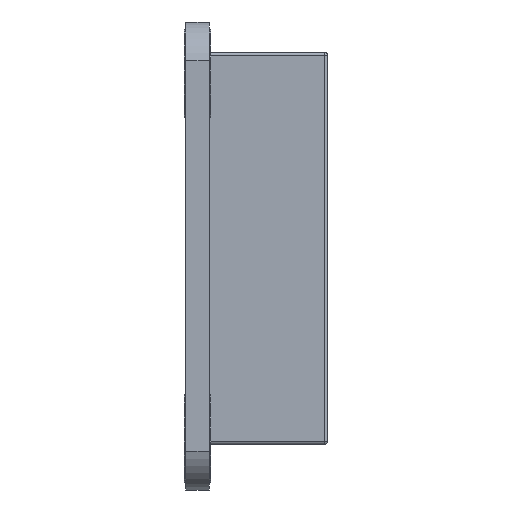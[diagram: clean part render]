
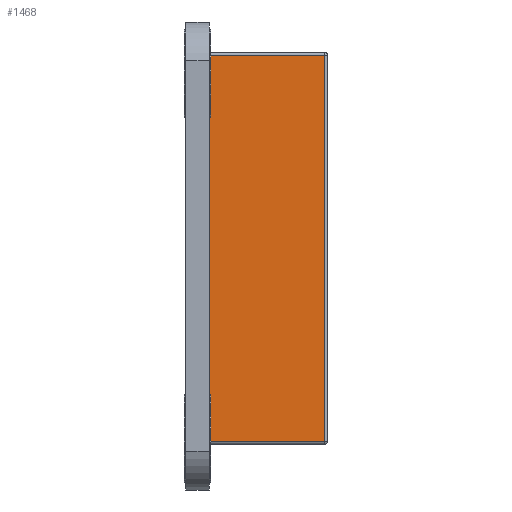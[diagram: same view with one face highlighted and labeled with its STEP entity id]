
A CAD part, left-side view. The second image highlights one B-rep face of the part: STEP entity #1468.
In plain terms, the highlighted planar face has unit normal (-1, 0, 0).
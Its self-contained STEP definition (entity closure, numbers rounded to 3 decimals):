
#82=LINE('',#2068,#158);
#100=LINE('',#2123,#176);
#101=LINE('',#2125,#177);
#102=LINE('',#2127,#178);
#158=VECTOR('',#1726,1000.);
#176=VECTOR('',#1778,1000.);
#177=VECTOR('',#1779,1000.);
#178=VECTOR('',#1780,1000.);
#312=ORIENTED_EDGE('',*,*,#517,.F.);
#313=ORIENTED_EDGE('',*,*,#546,.T.);
#314=ORIENTED_EDGE('',*,*,#547,.T.);
#315=ORIENTED_EDGE('',*,*,#548,.T.);
#517=EDGE_CURVE('',#651,#652,#82,.T.);
#546=EDGE_CURVE('',#651,#672,#100,.F.);
#547=EDGE_CURVE('',#672,#673,#101,.F.);
#548=EDGE_CURVE('',#673,#652,#102,.T.);
#651=VERTEX_POINT('',#2067);
#652=VERTEX_POINT('',#2069);
#672=VERTEX_POINT('',#2124);
#673=VERTEX_POINT('',#2126);
#798=EDGE_LOOP('',(#312,#313,#314,#315));
#900=FACE_BOUND('',#798,.T.);
#985=PLANE('',#1563);
#1468=ADVANCED_FACE('',(#900),#985,.F.);
#1563=AXIS2_PLACEMENT_3D('',#2122,#1776,#1777);
#1726=DIRECTION('',(0.,0.,1.));
#1776=DIRECTION('',(1.,0.,0.));
#1777=DIRECTION('',(0.,0.,-1.));
#1778=DIRECTION('',(0.,1.,0.));
#1779=DIRECTION('',(0.,0.,-1.));
#1780=DIRECTION('',(0.,1.,0.));
#2067=CARTESIAN_POINT('',(-35.65,-0.8,-12.68));
#2068=CARTESIAN_POINT('',(-35.65,-0.8,0.));
#2069=CARTESIAN_POINT('',(-35.65,-0.8,13.72));
#2122=CARTESIAN_POINT('',(-35.65,-8.9,13.92));
#2123=CARTESIAN_POINT('',(-35.65,-8.9,-12.68));
#2124=CARTESIAN_POINT('',(-35.65,-8.7,-12.68));
#2125=CARTESIAN_POINT('',(-35.65,-8.7,13.92));
#2126=CARTESIAN_POINT('',(-35.65,-8.7,13.72));
#2127=CARTESIAN_POINT('',(-35.65,-8.9,13.72));
